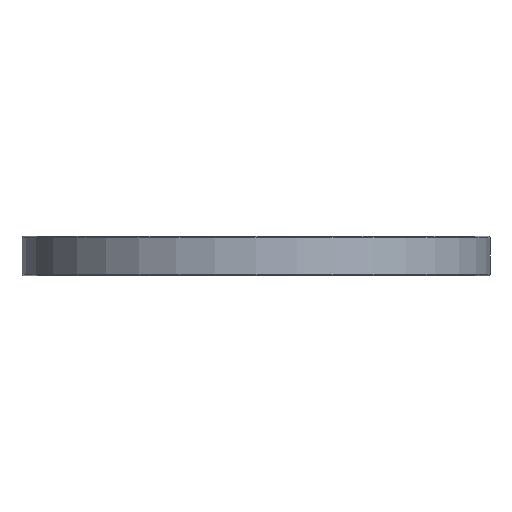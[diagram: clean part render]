
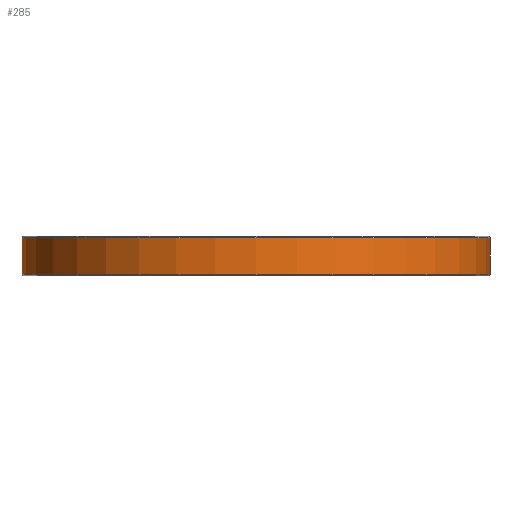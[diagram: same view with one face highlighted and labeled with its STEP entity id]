
A CAD part, front view. The second image highlights one B-rep face of the part: STEP entity #285.
In plain terms, the highlighted cylindrical face has radius 142.5 mm (diameter 285 mm), a partial arc.
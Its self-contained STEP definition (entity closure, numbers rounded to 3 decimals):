
#60 = VECTOR ( 'NONE', #1646, 1000. ) ;
#81 = EDGE_CURVE ( 'NONE', #1004, #543, #839, .T. ) ;
#197 = CARTESIAN_POINT ( 'NONE',  ( -142.5, 0., 1. ) ) ;
#250 = EDGE_CURVE ( 'NONE', #1004, #263, #954, .T. ) ;
#263 = VERTEX_POINT ( 'NONE', #273 ) ;
#273 = CARTESIAN_POINT ( 'NONE',  ( 142.5, 0., 1. ) ) ;
#285 = ADVANCED_FACE ( 'NONE', ( #1114 ), #807, .T. ) ;
#489 = CARTESIAN_POINT ( 'NONE',  ( 0., 0., 1. ) ) ;
#534 = DIRECTION ( 'NONE',  ( 0., 0., -1. ) ) ;
#543 = VERTEX_POINT ( 'NONE', #639 ) ;
#568 = EDGE_CURVE ( 'NONE', #612, #263, #983, .T. ) ;
#612 = VERTEX_POINT ( 'NONE', #197 ) ;
#639 = CARTESIAN_POINT ( 'NONE',  ( -142.5, 0., 23. ) ) ;
#662 = ORIENTED_EDGE ( 'NONE', *, *, #568, .T. ) ;
#665 = CARTESIAN_POINT ( 'NONE',  ( 0., 0., 24. ) ) ;
#759 = ORIENTED_EDGE ( 'NONE', *, *, #250, .F. ) ;
#807 = CYLINDRICAL_SURFACE ( 'NONE', #1373, 142.5 ) ;
#813 = CARTESIAN_POINT ( 'NONE',  ( -142.5, 0., 24. ) ) ;
#839 = CIRCLE ( 'NONE', #1565, 142.5 ) ;
#914 = DIRECTION ( 'NONE',  ( 0., 0., -1. ) ) ;
#920 = LINE ( 'NONE', #813, #60 ) ;
#954 = LINE ( 'NONE', #1818, #1046 ) ;
#965 = DIRECTION ( 'NONE',  ( -1., 0., 0. ) ) ;
#983 = CIRCLE ( 'NONE', #1051, 142.5 ) ;
#1004 = VERTEX_POINT ( 'NONE', #1213 ) ;
#1046 = VECTOR ( 'NONE', #534, 1000. ) ;
#1051 = AXIS2_PLACEMENT_3D ( 'NONE', #489, #1078, #1518 ) ;
#1078 = DIRECTION ( 'NONE',  ( 0., 0., 1. ) ) ;
#1114 = FACE_OUTER_BOUND ( 'NONE', #1846, .T. ) ;
#1213 = CARTESIAN_POINT ( 'NONE',  ( 142.5, 0., 23. ) ) ;
#1327 = DIRECTION ( 'NONE',  ( 1., 0., 0. ) ) ;
#1373 = AXIS2_PLACEMENT_3D ( 'NONE', #665, #1689, #965 ) ;
#1433 = EDGE_CURVE ( 'NONE', #543, #612, #920, .T. ) ;
#1518 = DIRECTION ( 'NONE',  ( 1., 0., 0. ) ) ;
#1565 = AXIS2_PLACEMENT_3D ( 'NONE', #1772, #914, #1327 ) ;
#1598 = ORIENTED_EDGE ( 'NONE', *, *, #81, .T. ) ;
#1646 = DIRECTION ( 'NONE',  ( 0., 0., -1. ) ) ;
#1689 = DIRECTION ( 'NONE',  ( 0., 0., -1. ) ) ;
#1739 = ORIENTED_EDGE ( 'NONE', *, *, #1433, .T. ) ;
#1772 = CARTESIAN_POINT ( 'NONE',  ( 0., 0., 23. ) ) ;
#1818 = CARTESIAN_POINT ( 'NONE',  ( 142.5, 0., 24. ) ) ;
#1846 = EDGE_LOOP ( 'NONE', ( #759, #1598, #1739, #662 ) ) ;
